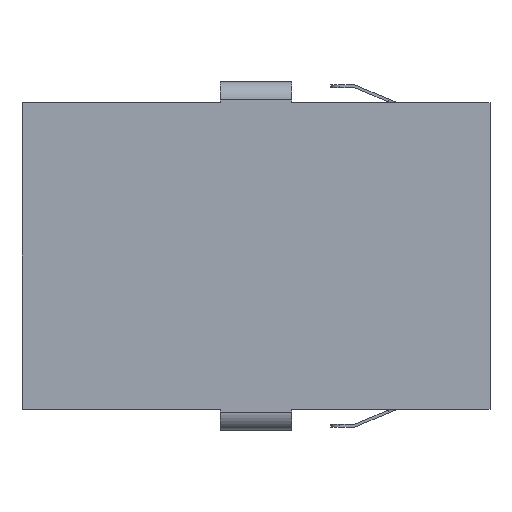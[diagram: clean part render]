
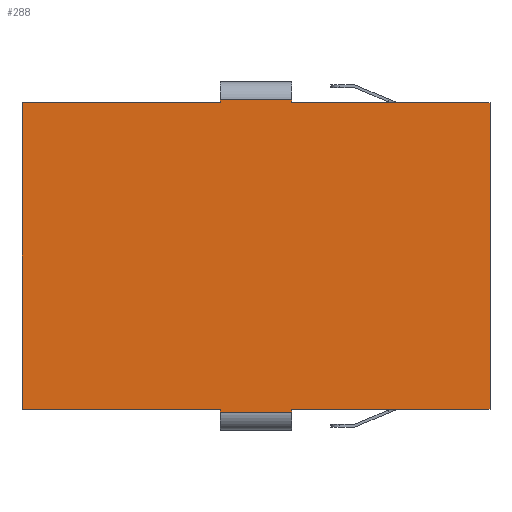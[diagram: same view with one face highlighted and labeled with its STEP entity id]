
A CAD part, front view. The second image highlights one B-rep face of the part: STEP entity #288.
In plain terms, the highlighted planar face has unit normal (0, -1, 0).
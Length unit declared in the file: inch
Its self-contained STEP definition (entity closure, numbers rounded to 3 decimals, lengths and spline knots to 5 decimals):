
#135 = VERTEX_POINT ( 'NONE', #3633 ) ;
#232 = LINE ( 'NONE', #317, #3917 ) ;
#288 = ADVANCED_FACE ( 'NONE', ( #3429 ), #1034, .F. ) ;
#294 = ORIENTED_EDGE ( 'NONE', *, *, #1204, .T. ) ;
#317 = CARTESIAN_POINT ( 'NONE',  ( 0.06, -0.186, -0.261 ) ) ;
#354 = DIRECTION ( 'NONE',  ( -1., 0., 0. ) ) ;
#426 = VERTEX_POINT ( 'NONE', #4518 ) ;
#461 = LINE ( 'NONE', #4351, #3226 ) ;
#481 = VERTEX_POINT ( 'NONE', #3128 ) ;
#486 = CARTESIAN_POINT ( 'NONE',  ( 0.06, -0.186, -0.256 ) ) ;
#511 = EDGE_CURVE ( 'NONE', #3951, #3558, #1180, .T. ) ;
#564 = DIRECTION ( 'NONE',  ( 0., 0., -1. ) ) ;
#591 = VECTOR ( 'NONE', #4577, 39.37008 ) ;
#704 = ORIENTED_EDGE ( 'NONE', *, *, #2326, .T. ) ;
#831 = VECTOR ( 'NONE', #1809, 39.37008 ) ;
#857 = ORIENTED_EDGE ( 'NONE', *, *, #511, .F. ) ;
#932 = DIRECTION ( 'NONE',  ( 0., 0., -1. ) ) ;
#934 = CARTESIAN_POINT ( 'NONE',  ( 0.06, -0.186, 0.291 ) ) ;
#951 = VECTOR ( 'NONE', #564, 39.37008 ) ;
#973 = CARTESIAN_POINT ( 'NONE',  ( 0.391, -0.186, 0.256 ) ) ;
#1016 = VECTOR ( 'NONE', #2493, 39.37008 ) ;
#1034 = PLANE ( 'NONE',  #2471 ) ;
#1145 = EDGE_CURVE ( 'NONE', #1582, #481, #4433, .T. ) ;
#1180 = LINE ( 'NONE', #934, #1016 ) ;
#1195 = VECTOR ( 'NONE', #1401, 39.37008 ) ;
#1204 = EDGE_CURVE ( 'NONE', #4206, #3558, #232, .T. ) ;
#1221 = ORIENTED_EDGE ( 'NONE', *, *, #1961, .F. ) ;
#1283 = CARTESIAN_POINT ( 'NONE',  ( -0.06, -0.186, 0.291 ) ) ;
#1332 = LINE ( 'NONE', #2829, #2528 ) ;
#1350 = EDGE_LOOP ( 'NONE', ( #3382, #294, #857, #1889, #4218, #3435, #1221, #3570, #3281, #704, #3238, #2995 ) ) ;
#1401 = DIRECTION ( 'NONE',  ( 0., 0., -1. ) ) ;
#1520 = DIRECTION ( 'NONE',  ( 0., 0., -1. ) ) ;
#1575 = VECTOR ( 'NONE', #1825, 39.37008 ) ;
#1582 = VERTEX_POINT ( 'NONE', #3337 ) ;
#1772 = EDGE_CURVE ( 'NONE', #1788, #3951, #1332, .T. ) ;
#1776 = CARTESIAN_POINT ( 'NONE',  ( 0.06, -0.186, 0.291 ) ) ;
#1788 = VERTEX_POINT ( 'NONE', #2067 ) ;
#1802 = VERTEX_POINT ( 'NONE', #973 ) ;
#1809 = DIRECTION ( 'NONE',  ( -1., 0., 0. ) ) ;
#1825 = DIRECTION ( 'NONE',  ( -1., 0., 0. ) ) ;
#1889 = ORIENTED_EDGE ( 'NONE', *, *, #1772, .F. ) ;
#1961 = EDGE_CURVE ( 'NONE', #2901, #426, #2020, .T. ) ;
#2020 = LINE ( 'NONE', #3654, #3292 ) ;
#2067 = CARTESIAN_POINT ( 'NONE',  ( 0.391, -0.186, -0.256 ) ) ;
#2144 = DIRECTION ( 'NONE',  ( 0., 0., 1. ) ) ;
#2181 = DIRECTION ( 'NONE',  ( -1., 0., 0. ) ) ;
#2198 = LINE ( 'NONE', #3662, #831 ) ;
#2326 = EDGE_CURVE ( 'NONE', #3459, #1582, #3358, .T. ) ;
#2427 = EDGE_CURVE ( 'NONE', #1802, #426, #2198, .T. ) ;
#2439 = EDGE_CURVE ( 'NONE', #135, #481, #2534, .T. ) ;
#2471 = AXIS2_PLACEMENT_3D ( 'NONE', #1776, #3944, #2144 ) ;
#2479 = CARTESIAN_POINT ( 'NONE',  ( 0.06, -0.186, -0.261 ) ) ;
#2493 = DIRECTION ( 'NONE',  ( 0., 0., -1. ) ) ;
#2503 = LINE ( 'NONE', #4408, #2789 ) ;
#2528 = VECTOR ( 'NONE', #354, 39.37008 ) ;
#2534 = LINE ( 'NONE', #3962, #1575 ) ;
#2584 = CARTESIAN_POINT ( 'NONE',  ( -0.06, -0.186, 0.261 ) ) ;
#2789 = VECTOR ( 'NONE', #932, 39.37008 ) ;
#2804 = CARTESIAN_POINT ( 'NONE',  ( -0.06, -0.186, -0.261 ) ) ;
#2829 = CARTESIAN_POINT ( 'NONE',  ( 0.391, -0.186, -0.256 ) ) ;
#2857 = LINE ( 'NONE', #2932, #1195 ) ;
#2901 = VERTEX_POINT ( 'NONE', #3556 ) ;
#2932 = CARTESIAN_POINT ( 'NONE',  ( 0.391, -0.186, 0.256 ) ) ;
#2995 = ORIENTED_EDGE ( 'NONE', *, *, #2439, .F. ) ;
#3128 = CARTESIAN_POINT ( 'NONE',  ( -0.391, -0.186, -0.256 ) ) ;
#3224 = EDGE_CURVE ( 'NONE', #4298, #3459, #3925, .T. ) ;
#3226 = VECTOR ( 'NONE', #2181, 39.37008 ) ;
#3238 = ORIENTED_EDGE ( 'NONE', *, *, #1145, .T. ) ;
#3259 = VECTOR ( 'NONE', #3599, 39.37008 ) ;
#3262 = CARTESIAN_POINT ( 'NONE',  ( 0.391, -0.186, 0.256 ) ) ;
#3281 = ORIENTED_EDGE ( 'NONE', *, *, #3224, .T. ) ;
#3292 = VECTOR ( 'NONE', #1520, 39.37008 ) ;
#3337 = CARTESIAN_POINT ( 'NONE',  ( -0.391, -0.186, 0.256 ) ) ;
#3358 = LINE ( 'NONE', #3262, #3259 ) ;
#3382 = ORIENTED_EDGE ( 'NONE', *, *, #3494, .T. ) ;
#3429 = FACE_OUTER_BOUND ( 'NONE', #1350, .T. ) ;
#3435 = ORIENTED_EDGE ( 'NONE', *, *, #2427, .T. ) ;
#3459 = VERTEX_POINT ( 'NONE', #3718 ) ;
#3494 = EDGE_CURVE ( 'NONE', #135, #4206, #2503, .T. ) ;
#3556 = CARTESIAN_POINT ( 'NONE',  ( 0.06, -0.186, 0.261 ) ) ;
#3558 = VERTEX_POINT ( 'NONE', #2479 ) ;
#3570 = ORIENTED_EDGE ( 'NONE', *, *, #4319, .T. ) ;
#3599 = DIRECTION ( 'NONE',  ( -1., 0., 0. ) ) ;
#3633 = CARTESIAN_POINT ( 'NONE',  ( -0.06, -0.186, -0.256 ) ) ;
#3654 = CARTESIAN_POINT ( 'NONE',  ( 0.06, -0.186, 0.291 ) ) ;
#3662 = CARTESIAN_POINT ( 'NONE',  ( 0.391, -0.186, 0.256 ) ) ;
#3718 = CARTESIAN_POINT ( 'NONE',  ( -0.06, -0.186, 0.256 ) ) ;
#3744 = EDGE_CURVE ( 'NONE', #1802, #1788, #2857, .T. ) ;
#3866 = DIRECTION ( 'NONE',  ( 1., 0., 0. ) ) ;
#3917 = VECTOR ( 'NONE', #3866, 39.37008 ) ;
#3925 = LINE ( 'NONE', #1283, #951 ) ;
#3944 = DIRECTION ( 'NONE',  ( 0., 1., 0. ) ) ;
#3951 = VERTEX_POINT ( 'NONE', #486 ) ;
#3962 = CARTESIAN_POINT ( 'NONE',  ( 0.391, -0.186, -0.256 ) ) ;
#4206 = VERTEX_POINT ( 'NONE', #2804 ) ;
#4218 = ORIENTED_EDGE ( 'NONE', *, *, #3744, .F. ) ;
#4228 = CARTESIAN_POINT ( 'NONE',  ( -0.391, -0.186, 0.256 ) ) ;
#4298 = VERTEX_POINT ( 'NONE', #2584 ) ;
#4319 = EDGE_CURVE ( 'NONE', #2901, #4298, #461, .T. ) ;
#4351 = CARTESIAN_POINT ( 'NONE',  ( 0.06, -0.186, 0.261 ) ) ;
#4408 = CARTESIAN_POINT ( 'NONE',  ( -0.06, -0.186, 0.291 ) ) ;
#4433 = LINE ( 'NONE', #4228, #591 ) ;
#4518 = CARTESIAN_POINT ( 'NONE',  ( 0.06, -0.186, 0.256 ) ) ;
#4577 = DIRECTION ( 'NONE',  ( 0., 0., -1. ) ) ;
